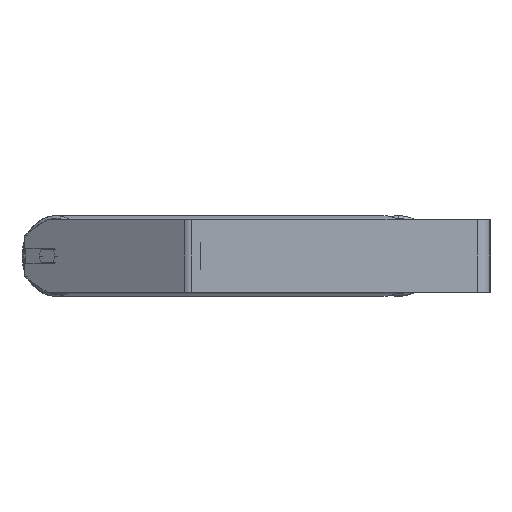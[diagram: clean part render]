
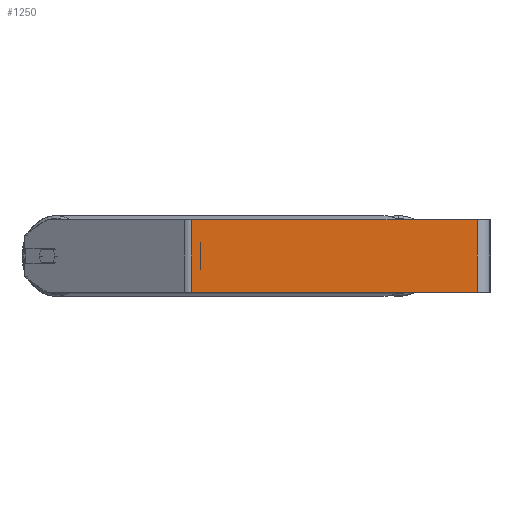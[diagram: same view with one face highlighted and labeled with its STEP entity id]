
A CAD part, left-side view. The second image highlights one B-rep face of the part: STEP entity #1250.
In plain terms, the highlighted planar face has unit normal (-1, 0, 0).
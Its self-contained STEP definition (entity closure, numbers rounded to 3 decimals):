
#75 = AXIS2_PLACEMENT_3D ( 'NONE', #1695, #2271, #1124 ) ;
#715 = CARTESIAN_POINT ( 'NONE',  ( -1000., 333.332, -40. ) ) ;
#1124 = DIRECTION ( 'NONE',  ( 0., 0., -1. ) ) ;
#1235 = DIRECTION ( 'NONE',  ( 0., 0., -1. ) ) ;
#1250 = ADVANCED_FACE ( 'NONE', ( #2098 ), #2310, .F. ) ;
#1522 = VECTOR ( 'NONE', #3419, 1000. ) ;
#1695 = CARTESIAN_POINT ( 'NONE',  ( -1000., 333.332, 40. ) ) ;
#2098 = FACE_OUTER_BOUND ( 'NONE', #6480, .T. ) ;
#2160 = CARTESIAN_POINT ( 'NONE',  ( -1000., 328.918, -40. ) ) ;
#2254 = EDGE_CURVE ( 'NONE', #6608, #5687, #5889, .T. ) ;
#2271 = DIRECTION ( 'NONE',  ( 1., 0., 0. ) ) ;
#2310 = PLANE ( 'NONE',  #75 ) ;
#2483 = ORIENTED_EDGE ( 'NONE', *, *, #2254, .F. ) ;
#2517 = LINE ( 'NONE', #5231, #8104 ) ;
#2568 = ORIENTED_EDGE ( 'NONE', *, *, #7480, .T. ) ;
#2649 = LINE ( 'NONE', #3940, #6472 ) ;
#2751 = CARTESIAN_POINT ( 'NONE',  ( -1000., 14., 40. ) ) ;
#3232 = DIRECTION ( 'NONE',  ( 0., 0., -1. ) ) ;
#3419 = DIRECTION ( 'NONE',  ( 0., -1., 0. ) ) ;
#3507 = LINE ( 'NONE', #715, #1522 ) ;
#3557 = EDGE_CURVE ( 'NONE', #5060, #4545, #3507, .T. ) ;
#3703 = CARTESIAN_POINT ( 'NONE',  ( -1000., 328.918, 40. ) ) ;
#3787 = EDGE_CURVE ( 'NONE', #5687, #4545, #2649, .T. ) ;
#3940 = CARTESIAN_POINT ( 'NONE',  ( -1000., 14., 40. ) ) ;
#4468 = VECTOR ( 'NONE', #5319, 1000. ) ;
#4545 = VERTEX_POINT ( 'NONE', #7991 ) ;
#5060 = VERTEX_POINT ( 'NONE', #2160 ) ;
#5231 = CARTESIAN_POINT ( 'NONE',  ( -1000., 328.918, 40. ) ) ;
#5319 = DIRECTION ( 'NONE',  ( 0., -1., 0. ) ) ;
#5687 = VERTEX_POINT ( 'NONE', #2751 ) ;
#5777 = ORIENTED_EDGE ( 'NONE', *, *, #3787, .F. ) ;
#5889 = LINE ( 'NONE', #8727, #4468 ) ;
#6218 = ORIENTED_EDGE ( 'NONE', *, *, #3557, .T. ) ;
#6472 = VECTOR ( 'NONE', #1235, 1000. ) ;
#6480 = EDGE_LOOP ( 'NONE', ( #6218, #5777, #2483, #2568 ) ) ;
#6608 = VERTEX_POINT ( 'NONE', #3703 ) ;
#7480 = EDGE_CURVE ( 'NONE', #6608, #5060, #2517, .T. ) ;
#7991 = CARTESIAN_POINT ( 'NONE',  ( -1000., 14., -40. ) ) ;
#8104 = VECTOR ( 'NONE', #3232, 1000. ) ;
#8727 = CARTESIAN_POINT ( 'NONE',  ( -1000., 333.332, 40. ) ) ;
